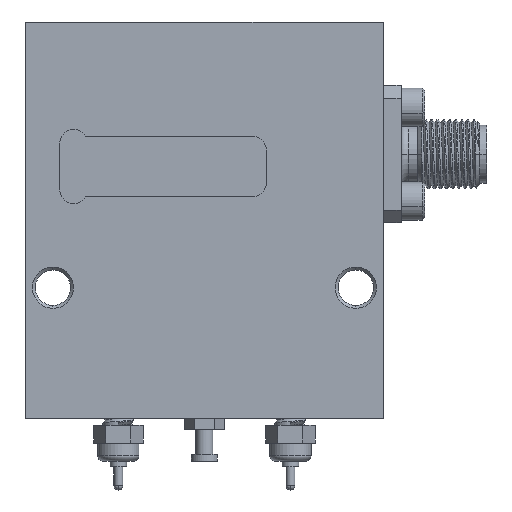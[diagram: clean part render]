
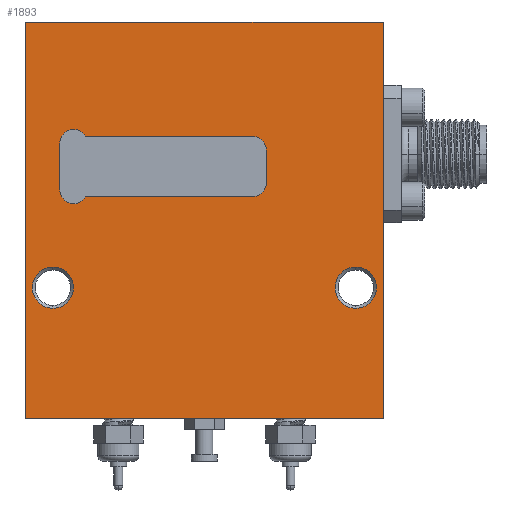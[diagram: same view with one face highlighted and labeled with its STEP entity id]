
A CAD part, front view. The second image highlights one B-rep face of the part: STEP entity #1893.
In plain terms, the highlighted planar face has unit normal (0, -1, 0).
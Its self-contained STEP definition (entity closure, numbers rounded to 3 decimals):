
#1893=ADVANCED_FACE('NONE',(#4909,#4910,#4911,#4912),#4913,.F.);
#4909=FACE_OUTER_BOUND('',#10051,.T.);
#4910=FACE_BOUND('',#10052,.T.);
#4911=FACE_BOUND('',#10053,.T.);
#4912=FACE_BOUND('',#10054,.T.);
#4913=PLANE('',#10055);
#10051=EDGE_LOOP('',(#18003,#18004,#18005,#18006));
#10052=EDGE_LOOP('',(#18007,#18008,#18009,#18010,#18011,#18012,#18013,#18014,#18015,#18016));
#10053=EDGE_LOOP('',(#18017,#18018));
#10054=EDGE_LOOP('',(#18019,#18020));
#10055=AXIS2_PLACEMENT_3D('',#18021,#18022,#18023);
#18003=ORIENTED_EDGE('',*,*,#29662,.F.);
#18004=ORIENTED_EDGE('',*,*,#29663,.F.);
#18005=ORIENTED_EDGE('',*,*,#29664,.F.);
#18006=ORIENTED_EDGE('',*,*,#29665,.F.);
#18007=ORIENTED_EDGE('',*,*,#29666,.F.);
#18008=ORIENTED_EDGE('',*,*,#29667,.F.);
#18009=ORIENTED_EDGE('',*,*,#29668,.F.);
#18010=ORIENTED_EDGE('',*,*,#29669,.F.);
#18011=ORIENTED_EDGE('',*,*,#29670,.F.);
#18012=ORIENTED_EDGE('',*,*,#29671,.F.);
#18013=ORIENTED_EDGE('',*,*,#29455,.F.);
#18014=ORIENTED_EDGE('',*,*,#29085,.F.);
#18015=ORIENTED_EDGE('',*,*,#29672,.F.);
#18016=ORIENTED_EDGE('',*,*,#29673,.F.);
#18017=ORIENTED_EDGE('',*,*,#29674,.T.);
#18018=ORIENTED_EDGE('',*,*,#29675,.T.);
#18019=ORIENTED_EDGE('',*,*,#29676,.T.);
#18020=ORIENTED_EDGE('',*,*,#29677,.T.);
#18021=CARTESIAN_POINT('',(-16.51,0.0,-18.288));
#18022=DIRECTION('',(0.0,1.0,0.0));
#18023=DIRECTION('',(1.0,0.0,-0.0));
#29085=EDGE_CURVE('NONE',#34632,#34633,#34634,.T.);
#29455=EDGE_CURVE('NONE',#34633,#35254,#35256,.T.);
#29662=EDGE_CURVE('NONE',#35598,#35599,#35600,.T.);
#29663=EDGE_CURVE('NONE',#35601,#35598,#35602,.T.);
#29664=EDGE_CURVE('NONE',#35603,#35601,#35604,.T.);
#29665=EDGE_CURVE('NONE',#35599,#35603,#35605,.T.);
#29666=EDGE_CURVE('NONE',#35606,#35607,#35608,.T.);
#29667=EDGE_CURVE('NONE',#35609,#35606,#35610,.T.);
#29668=EDGE_CURVE('NONE',#35611,#35609,#35612,.T.);
#29669=EDGE_CURVE('NONE',#35613,#35611,#35614,.T.);
#29670=EDGE_CURVE('NONE',#35615,#35613,#35616,.T.);
#29671=EDGE_CURVE('NONE',#35254,#35615,#35617,.T.);
#29672=EDGE_CURVE('NONE',#35618,#34632,#35619,.T.);
#29673=EDGE_CURVE('NONE',#35607,#35618,#35620,.T.);
#29674=EDGE_CURVE('NONE',#35621,#35622,#35623,.T.);
#29675=EDGE_CURVE('NONE',#35622,#35621,#35624,.T.);
#29676=EDGE_CURVE('NONE',#35625,#35626,#35627,.T.);
#29677=EDGE_CURVE('NONE',#35626,#35625,#35628,.T.);
#34632=VERTEX_POINT('NONE',#43144);
#34633=VERTEX_POINT('NONE',#43145);
#34634=LINE('',#43146,#43147);
#35254=VERTEX_POINT('NONE',#43944);
#35256=CIRCLE('',#43947,1.27);
#35598=VERTEX_POINT('NONE',#45891);
#35599=VERTEX_POINT('NONE',#45892);
#35600=LINE('',#45893,#45894);
#35601=VERTEX_POINT('NONE',#45895);
#35602=LINE('',#45896,#45897);
#35603=VERTEX_POINT('NONE',#45898);
#35604=LINE('',#45899,#45900);
#35605=LINE('',#45901,#45902);
#35606=VERTEX_POINT('NONE',#45903);
#35607=VERTEX_POINT('NONE',#45904);
#35608=LINE('',#45905,#45906);
#35609=VERTEX_POINT('NONE',#45907);
#35610=CIRCLE('',#45908,1.27);
#35611=VERTEX_POINT('NONE',#45909);
#35612=LINE('',#45910,#45911);
#35613=VERTEX_POINT('NONE',#45912);
#35614=CIRCLE('',#45913,1.27);
#35615=VERTEX_POINT('NONE',#45914);
#35616=LINE('',#45915,#45916);
#35617=CIRCLE('',#45917,1.27);
#35618=VERTEX_POINT('',#45918);
#35619=CIRCLE('',#45919,1.27);
#35620=CIRCLE('',#45920,1.27);
#35621=VERTEX_POINT('NONE',#45921);
#35622=VERTEX_POINT('NONE',#45922);
#35623=CIRCLE('',#45923,1.905);
#35624=CIRCLE('',#45924,1.905);
#35625=VERTEX_POINT('NONE',#45925);
#35626=VERTEX_POINT('NONE',#45926);
#35627=CIRCLE('',#45927,1.905);
#35628=CIRCLE('',#45928,1.905);
#43144=CARTESIAN_POINT('',(-13.335,0.0,7.112));
#43145=CARTESIAN_POINT('',(-13.335,0.0,2.794));
#43146=CARTESIAN_POINT('',(-13.335,0.0,7.112));
#43147=VECTOR('',#57878,1000.0);
#43944=CARTESIAN_POINT('',(-12.065,0.0,1.524));
#43947=AXIS2_PLACEMENT_3D('',#58495,#58496,#58497);
#45891=CARTESIAN_POINT('',(-16.51,0.0,-18.288));
#45892=CARTESIAN_POINT('',(-16.51,0.0,18.288));
#45893=CARTESIAN_POINT('',(-16.51,0.0,18.288));
#45894=VECTOR('',#58813,1000.0);
#45895=CARTESIAN_POINT('',(16.51,0.0,-18.288));
#45896=CARTESIAN_POINT('',(16.51,0.0,-18.288));
#45897=VECTOR('',#58814,1000.0);
#45898=CARTESIAN_POINT('',(16.51,0.0,18.288));
#45899=CARTESIAN_POINT('',(16.51,0.0,18.288));
#45900=VECTOR('',#58815,1000.0);
#45901=CARTESIAN_POINT('',(16.51,0.0,18.288));
#45902=VECTOR('',#58816,1000.0);
#45903=CARTESIAN_POINT('',(4.445,0.0,7.747));
#45904=CARTESIAN_POINT('',(-10.965,0.0,7.747));
#45905=CARTESIAN_POINT('',(4.445,0.0,7.747));
#45906=VECTOR('',#58817,1000.0);
#45907=CARTESIAN_POINT('',(5.715,0.0,6.477));
#45908=AXIS2_PLACEMENT_3D('',#58818,#58819,#58820);
#45909=CARTESIAN_POINT('',(5.715,0.0,3.429));
#45910=CARTESIAN_POINT('',(5.715,0.0,3.429));
#45911=VECTOR('',#58821,1000.0);
#45912=CARTESIAN_POINT('',(4.445,0.0,2.159));
#45913=AXIS2_PLACEMENT_3D('',#58822,#58823,#58824);
#45914=CARTESIAN_POINT('',(-10.965,0.0,2.159));
#45915=CARTESIAN_POINT('',(-10.965,0.0,2.159));
#45916=VECTOR('',#58825,1000.0);
#45917=AXIS2_PLACEMENT_3D('',#58826,#58827,#58828);
#45918=CARTESIAN_POINT('',(-12.065,0.0,8.382));
#45919=AXIS2_PLACEMENT_3D('',#58829,#58830,#58831);
#45920=AXIS2_PLACEMENT_3D('',#58832,#58833,#58834);
#45921=CARTESIAN_POINT('',(-13.97,0.,-8.128));
#45922=CARTESIAN_POINT('',(-13.97,0.,-4.318));
#45923=AXIS2_PLACEMENT_3D('',#58835,#58836,#58837);
#45924=AXIS2_PLACEMENT_3D('',#58838,#58839,#58840);
#45925=CARTESIAN_POINT('',(13.97,0.,-8.128));
#45926=CARTESIAN_POINT('',(13.97,0.,-4.318));
#45927=AXIS2_PLACEMENT_3D('',#58841,#58842,#58843);
#45928=AXIS2_PLACEMENT_3D('',#58844,#58845,#58846);
#57878=DIRECTION('',(0.0,0.0,-1.0));
#58495=CARTESIAN_POINT('',(-12.065,0.0,2.794));
#58496=DIRECTION('',(0.0,-1.0,0.0));
#58497=DIRECTION('',(0.0,0.0,-1.0));
#58813=DIRECTION('',(0.,-0.0,1.0));
#58814=DIRECTION('',(-1.0,0.0,0.0));
#58815=DIRECTION('',(0.,0.0,-1.0));
#58816=DIRECTION('',(1.0,-0.0,0.));
#58817=DIRECTION('',(-1.0,0.0,0.));
#58818=CARTESIAN_POINT('',(4.445,0.0,6.477));
#58819=DIRECTION('',(0.0,-1.0,0.0));
#58820=DIRECTION('',(0.0,0.0,-1.0));
#58821=DIRECTION('',(0.0,0.0,1.0));
#58822=CARTESIAN_POINT('',(4.445,0.0,3.429));
#58823=DIRECTION('',(0.0,-1.0,0.0));
#58824=DIRECTION('',(0.0,0.0,-1.0));
#58825=DIRECTION('',(1.0,0.0,0.));
#58826=CARTESIAN_POINT('',(-12.065,0.0,2.794));
#58827=DIRECTION('',(0.0,-1.0,0.0));
#58828=DIRECTION('',(0.0,0.0,-1.0));
#58829=CARTESIAN_POINT('',(-12.065,0.0,7.112));
#58830=DIRECTION('',(0.0,-1.0,0.0));
#58831=DIRECTION('',(0.0,0.0,-1.0));
#58832=CARTESIAN_POINT('',(-12.065,0.0,7.112));
#58833=DIRECTION('',(0.0,-1.0,0.0));
#58834=DIRECTION('',(0.0,0.0,-1.0));
#58835=CARTESIAN_POINT('',(-13.97,0.,-6.223));
#58836=DIRECTION('',(-0.0,1.0,0.0));
#58837=DIRECTION('',(0.0,0.0,1.0));
#58838=CARTESIAN_POINT('',(-13.97,0.,-6.223));
#58839=DIRECTION('',(-0.0,1.0,0.0));
#58840=DIRECTION('',(0.0,0.0,1.0));
#58841=CARTESIAN_POINT('',(13.97,0.,-6.223));
#58842=DIRECTION('',(-0.0,1.0,0.0));
#58843=DIRECTION('',(0.0,0.0,1.0));
#58844=CARTESIAN_POINT('',(13.97,0.,-6.223));
#58845=DIRECTION('',(-0.0,1.0,0.0));
#58846=DIRECTION('',(0.0,0.0,1.0));
